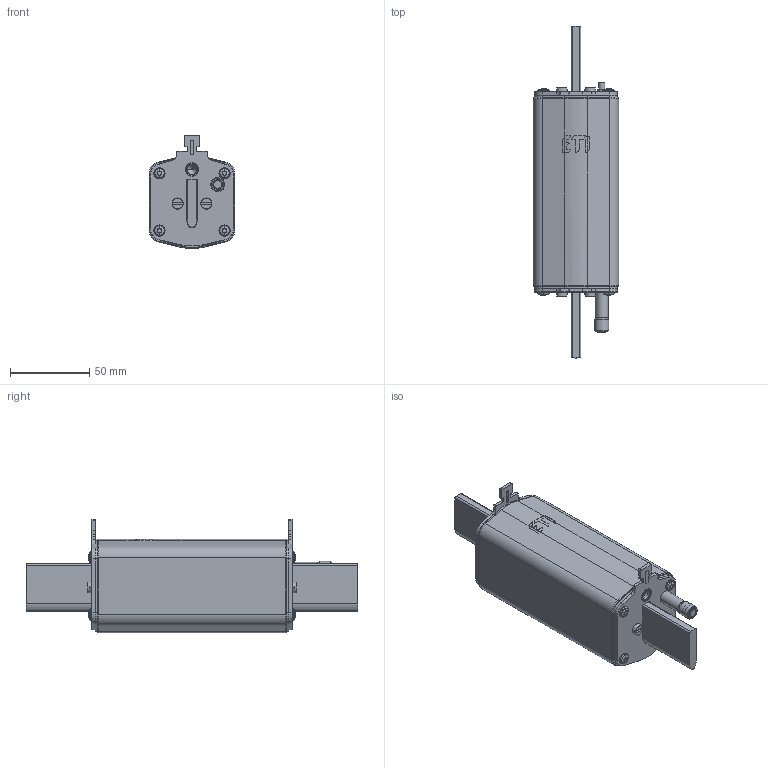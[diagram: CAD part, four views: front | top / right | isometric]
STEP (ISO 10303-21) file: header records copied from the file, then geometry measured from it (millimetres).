
FILE_DESCRIPTION((''),'2;1');
FILE_NAME('2XLK_1100V_ASM','2021-09-27T',('marketing.praksa'),('Audax d.o.o.'),'CREO PARAMETRIC BY PTC INC, 2017480','CREO PARAMETRIC BY PTC INC, 2017480','');
FILE_SCHEMA(('AUTOMOTIVE_DESIGN { 1 0 10303 214 1 1 1 1 }'));
Length unit declared in the file: millimetre
Products named in the file (16): 0000017463_2_1; 0000018281_1_1; 0000017639_AF0_1_1_2_3; 0000017520_AF0_2_1_2; 0000018143_ASM_1_1_2_3_ASM; 0000018222_1; 0000018221_1; 0000015419_1_1_2_3_4_5; 0000004154_1_1_2; 0000017080_1_1_2; 0000016319_1_1; 0000016479_1_1; 0000016339_1_1; 0000016442_AF0_ASM_1_1_ASM; 0000016381_1_1; 2XLK_1100V_ASM
Assembly tree (28 placements, depth 3):
  2XLK_1100V_ASM
    0000017463_2_1
    0000018281_1_1  x2
    0000018143_ASM_1_1_2_3_ASM  x2
      0000017639_AF0_1_1_2_3
      0000017520_AF0_2_1_2
    0000018222_1
    0000018221_1
    0000015419_1_1_2_3_4_5  x4
    0000004154_1_1_2  x8
    0000017080_1_1_2  x2
    0000016442_AF0_ASM_1_1_ASM
      0000016319_1_1
      0000016479_1_1
      0000016339_1_1
    0000016381_1_1
Bounding box: 54 x 209 x 71.26 mm (x, y, z)
Volume: 374282.8 mm3; surface area: 76193.6 mm2
Topology: 27 solids, 57 shells, 950 faces, 2523 edges, 1650 vertices
Faces by surface type: cylinder 464, plane 269, cone 76, torus 68, bspline 36, extrusion 21, sphere 16
Entity records: 27893 total; most frequent: CARTESIAN_POINT 4716, DIRECTION 3302, ORIENTED_EDGE 2892, EDGE_CURVE 1483, PRESENTATION_STYLE_ASSIGNMENT 1435, STYLED_ITEM 1388, AXIS2_PLACEMENT_3D 1295, CURVE_STYLE 1262
